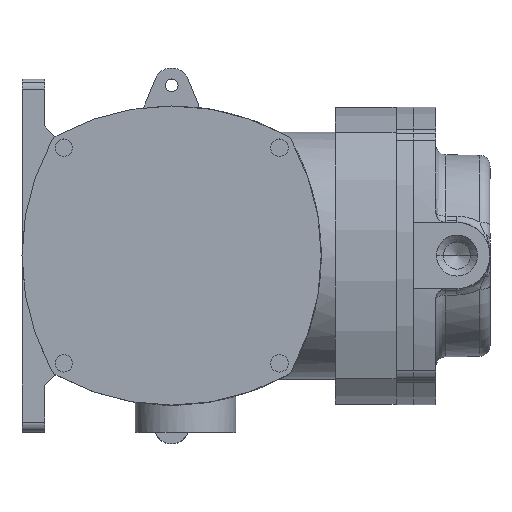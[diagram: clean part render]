
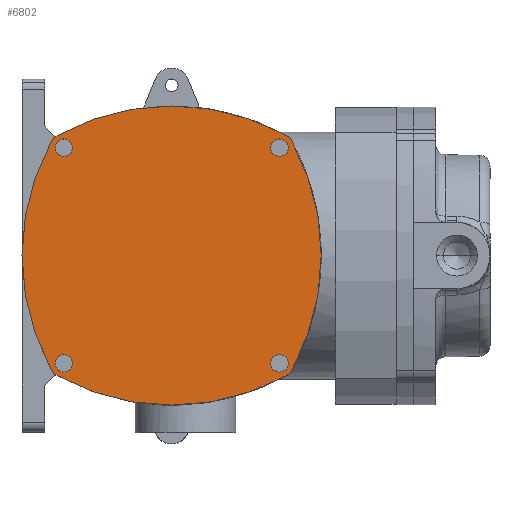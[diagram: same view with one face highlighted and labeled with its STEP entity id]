
A CAD part, top view. The second image highlights one B-rep face of the part: STEP entity #6802.
In plain terms, the highlighted planar face has unit normal (0, 0, 1).
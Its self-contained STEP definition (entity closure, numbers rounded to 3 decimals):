
#6245=CARTESIAN_POINT('',(-28.5,-31.0,0.0));
#6246=VERTEX_POINT('',#6245);
#6262=CARTESIAN_POINT('',(-33.5,-31.0,0.0));
#6263=VERTEX_POINT('',#6262);
#6270=CARTESIAN_POINT('',(-31.0,-31.0,0.0));
#6271=DIRECTION('',(0.0,0.0,-1.0));
#6272=DIRECTION('',(1.0,0.0,0.0));
#6273=AXIS2_PLACEMENT_3D('',#6270,#6271,#6272);
#6274=CIRCLE('',#6273,2.5);
#6275=EDGE_CURVE('',#6246,#6263,#6274,.T.);
#6308=CARTESIAN_POINT('',(33.5,31.0,0.0));
#6309=VERTEX_POINT('',#6308);
#6325=CARTESIAN_POINT('',(28.5,31.0,0.0));
#6326=VERTEX_POINT('',#6325);
#6333=CARTESIAN_POINT('',(31.0,31.0,0.0));
#6334=DIRECTION('',(0.0,0.0,-1.0));
#6335=DIRECTION('',(1.0,0.0,0.0));
#6336=AXIS2_PLACEMENT_3D('',#6333,#6334,#6335);
#6337=CIRCLE('',#6336,2.5);
#6338=EDGE_CURVE('',#6309,#6326,#6337,.T.);
#6371=CARTESIAN_POINT('',(-28.5,31.0,0.0));
#6372=VERTEX_POINT('',#6371);
#6388=CARTESIAN_POINT('',(-33.5,31.0,0.0));
#6389=VERTEX_POINT('',#6388);
#6396=CARTESIAN_POINT('',(-31.0,31.0,0.0));
#6397=DIRECTION('',(0.0,0.0,-1.0));
#6398=DIRECTION('',(1.0,0.0,0.0));
#6399=AXIS2_PLACEMENT_3D('',#6396,#6397,#6398);
#6400=CIRCLE('',#6399,2.5);
#6401=EDGE_CURVE('',#6372,#6389,#6400,.T.);
#6434=CARTESIAN_POINT('',(33.5,-31.0,0.0));
#6435=VERTEX_POINT('',#6434);
#6451=CARTESIAN_POINT('',(28.5,-31.0,0.0));
#6452=VERTEX_POINT('',#6451);
#6459=CARTESIAN_POINT('',(31.0,-31.0,0.0));
#6460=DIRECTION('',(0.0,0.0,-1.0));
#6461=DIRECTION('',(1.0,0.0,0.0));
#6462=AXIS2_PLACEMENT_3D('',#6459,#6460,#6461);
#6463=CIRCLE('',#6462,2.5);
#6464=EDGE_CURVE('',#6435,#6452,#6463,.T.);
#6474=CARTESIAN_POINT('',(33.833,33.833,0.0));
#6475=VERTEX_POINT('',#6474);
#6484=CARTESIAN_POINT('',(34.506,32.939,0.0));
#6485=VERTEX_POINT('',#6484);
#6486=CARTESIAN_POINT('',(31.005,31.005,0.0));
#6487=DIRECTION('',(0.0,0.0,-1.));
#6488=DIRECTION('',(0.707,0.707,0.0));
#6489=AXIS2_PLACEMENT_3D('',#6486,#6487,#6488);
#6490=CIRCLE('',#6489,4.0);
#6491=EDGE_CURVE('',#6475,#6485,#6490,.T.);
#6516=CARTESIAN_POINT('',(-33.833,-33.833,0.0));
#6517=VERTEX_POINT('',#6516);
#6526=CARTESIAN_POINT('',(-34.506,-32.939,0.0));
#6527=VERTEX_POINT('',#6526);
#6528=CARTESIAN_POINT('',(-31.005,-31.005,0.0));
#6529=DIRECTION('',(0.0,0.0,-1.0));
#6530=DIRECTION('',(-0.707,-0.707,0.0));
#6531=AXIS2_PLACEMENT_3D('',#6528,#6529,#6530);
#6532=CIRCLE('',#6531,4.0);
#6533=EDGE_CURVE('',#6517,#6527,#6532,.T.);
#6558=CARTESIAN_POINT('',(-33.833,33.833,0.0));
#6559=VERTEX_POINT('',#6558);
#6568=CARTESIAN_POINT('',(-32.939,34.506,0.0));
#6569=VERTEX_POINT('',#6568);
#6570=CARTESIAN_POINT('',(-31.005,31.005,0.0));
#6571=DIRECTION('',(0.0,0.0,-1.0));
#6572=DIRECTION('',(-0.707,0.707,0.0));
#6573=AXIS2_PLACEMENT_3D('',#6570,#6571,#6572);
#6574=CIRCLE('',#6573,4.0);
#6575=EDGE_CURVE('',#6559,#6569,#6574,.T.);
#6600=CARTESIAN_POINT('',(33.833,-33.833,0.0));
#6601=VERTEX_POINT('',#6600);
#6610=CARTESIAN_POINT('',(32.939,-34.506,0.0));
#6611=VERTEX_POINT('',#6610);
#6612=CARTESIAN_POINT('',(31.005,-31.005,0.0));
#6613=DIRECTION('',(0.0,0.0,-1.0));
#6614=DIRECTION('',(0.707,-0.707,0.0));
#6615=AXIS2_PLACEMENT_3D('',#6612,#6613,#6614);
#6616=CIRCLE('',#6615,4.0);
#6617=EDGE_CURVE('',#6601,#6611,#6616,.T.);
#6652=CARTESIAN_POINT('',(34.506,-32.939,0.0));
#6653=VERTEX_POINT('',#6652);
#6660=CARTESIAN_POINT('',(31.005,-31.005,0.0));
#6661=DIRECTION('',(0.0,0.0,-1.0));
#6662=DIRECTION('',(0.707,-0.707,0.0));
#6663=AXIS2_PLACEMENT_3D('',#6660,#6661,#6662);
#6664=CIRCLE('',#6663,4.0);
#6665=EDGE_CURVE('',#6653,#6601,#6664,.T.);
#6676=CARTESIAN_POINT('',(-32.939,-34.506,0.0));
#6677=VERTEX_POINT('',#6676);
#6678=CARTESIAN_POINT('',(0.,25.113,0.0));
#6679=DIRECTION('',(0.0,0.0,1.0));
#6680=DIRECTION('',(-0.498,-0.867,0.0));
#6681=AXIS2_PLACEMENT_3D('',#6678,#6679,#6680);
#6682=CIRCLE('',#6681,68.113);
#6683=EDGE_CURVE('',#6677,#6611,#6682,.T.);
#6703=CARTESIAN_POINT('',(0.,0.,0.0));
#6704=DIRECTION('',(0.0,0.0,1.0));
#6705=DIRECTION('',(1.0,0.0,0.0));
#6706=AXIS2_PLACEMENT_3D('',#6703,#6704,#6705);
#6707=PLANE('',#6706);
#6708=ORIENTED_EDGE('',*,*,#6665,.F.);
#6709=CARTESIAN_POINT('',(-25.113,0.,0.0));
#6710=DIRECTION('',(0.0,0.0,1.0));
#6711=DIRECTION('',(0.867,-0.498,0.0));
#6712=AXIS2_PLACEMENT_3D('',#6709,#6710,#6711);
#6713=CIRCLE('',#6712,68.113);
#6714=EDGE_CURVE('',#6653,#6485,#6713,.T.);
#6715=ORIENTED_EDGE('',*,*,#6714,.T.);
#6716=ORIENTED_EDGE('',*,*,#6491,.F.);
#6717=CARTESIAN_POINT('',(32.939,34.506,0.0));
#6718=VERTEX_POINT('',#6717);
#6719=CARTESIAN_POINT('',(31.005,31.005,0.0));
#6720=DIRECTION('',(0.0,0.0,-1.));
#6721=DIRECTION('',(0.707,0.707,0.0));
#6722=AXIS2_PLACEMENT_3D('',#6719,#6720,#6721);
#6723=CIRCLE('',#6722,4.0);
#6724=EDGE_CURVE('',#6718,#6475,#6723,.T.);
#6725=ORIENTED_EDGE('',*,*,#6724,.F.);
#6726=CARTESIAN_POINT('',(0.,-25.113,0.0));
#6727=DIRECTION('',(0.0,0.0,1.0));
#6728=DIRECTION('',(0.498,0.867,0.0));
#6729=AXIS2_PLACEMENT_3D('',#6726,#6727,#6728);
#6730=CIRCLE('',#6729,68.113);
#6731=EDGE_CURVE('',#6718,#6569,#6730,.T.);
#6732=ORIENTED_EDGE('',*,*,#6731,.T.);
#6733=ORIENTED_EDGE('',*,*,#6575,.F.);
#6734=CARTESIAN_POINT('',(-34.506,32.939,0.0));
#6735=VERTEX_POINT('',#6734);
#6736=CARTESIAN_POINT('',(-31.005,31.005,0.0));
#6737=DIRECTION('',(0.0,0.0,-1.0));
#6738=DIRECTION('',(-0.707,0.707,0.0));
#6739=AXIS2_PLACEMENT_3D('',#6736,#6737,#6738);
#6740=CIRCLE('',#6739,4.0);
#6741=EDGE_CURVE('',#6735,#6559,#6740,.T.);
#6742=ORIENTED_EDGE('',*,*,#6741,.F.);
#6743=CARTESIAN_POINT('',(25.113,0.0,0.0));
#6744=DIRECTION('',(0.0,0.0,1.0));
#6745=DIRECTION('',(-0.867,0.498,0.0));
#6746=AXIS2_PLACEMENT_3D('',#6743,#6744,#6745);
#6747=CIRCLE('',#6746,68.113);
#6748=EDGE_CURVE('',#6735,#6527,#6747,.T.);
#6749=ORIENTED_EDGE('',*,*,#6748,.T.);
#6750=ORIENTED_EDGE('',*,*,#6533,.F.);
#6751=CARTESIAN_POINT('',(-31.005,-31.005,0.0));
#6752=DIRECTION('',(0.0,0.0,-1.0));
#6753=DIRECTION('',(-0.707,-0.707,0.0));
#6754=AXIS2_PLACEMENT_3D('',#6751,#6752,#6753);
#6755=CIRCLE('',#6754,4.0);
#6756=EDGE_CURVE('',#6677,#6517,#6755,.T.);
#6757=ORIENTED_EDGE('',*,*,#6756,.F.);
#6758=ORIENTED_EDGE('',*,*,#6683,.T.);
#6759=ORIENTED_EDGE('',*,*,#6617,.F.);
#6760=EDGE_LOOP('',(#6708,#6715,#6716,#6725,#6732,#6733,#6742,#6749,#6750,#6757,#6758,#6759));
#6761=FACE_OUTER_BOUND('',#6760,.T.);
#6762=ORIENTED_EDGE('',*,*,#6464,.T.);
#6763=CARTESIAN_POINT('',(31.0,-31.0,0.0));
#6764=DIRECTION('',(0.0,0.0,-1.0));
#6765=DIRECTION('',(1.0,0.0,0.0));
#6766=AXIS2_PLACEMENT_3D('',#6763,#6764,#6765);
#6767=CIRCLE('',#6766,2.5);
#6768=EDGE_CURVE('',#6452,#6435,#6767,.T.);
#6769=ORIENTED_EDGE('',*,*,#6768,.T.);
#6770=EDGE_LOOP('',(#6762,#6769));
#6771=FACE_BOUND('',#6770,.T.);
#6772=ORIENTED_EDGE('',*,*,#6401,.T.);
#6773=CARTESIAN_POINT('',(-31.0,31.0,0.0));
#6774=DIRECTION('',(0.0,0.0,-1.0));
#6775=DIRECTION('',(1.0,0.0,0.0));
#6776=AXIS2_PLACEMENT_3D('',#6773,#6774,#6775);
#6777=CIRCLE('',#6776,2.5);
#6778=EDGE_CURVE('',#6389,#6372,#6777,.T.);
#6779=ORIENTED_EDGE('',*,*,#6778,.T.);
#6780=EDGE_LOOP('',(#6772,#6779));
#6781=FACE_BOUND('',#6780,.T.);
#6782=ORIENTED_EDGE('',*,*,#6338,.T.);
#6783=CARTESIAN_POINT('',(31.0,31.0,0.0));
#6784=DIRECTION('',(0.0,0.0,-1.0));
#6785=DIRECTION('',(1.0,0.0,0.0));
#6786=AXIS2_PLACEMENT_3D('',#6783,#6784,#6785);
#6787=CIRCLE('',#6786,2.5);
#6788=EDGE_CURVE('',#6326,#6309,#6787,.T.);
#6789=ORIENTED_EDGE('',*,*,#6788,.T.);
#6790=EDGE_LOOP('',(#6782,#6789));
#6791=FACE_BOUND('',#6790,.T.);
#6792=ORIENTED_EDGE('',*,*,#6275,.T.);
#6793=CARTESIAN_POINT('',(-31.0,-31.0,0.0));
#6794=DIRECTION('',(0.0,0.0,-1.0));
#6795=DIRECTION('',(1.0,0.0,0.0));
#6796=AXIS2_PLACEMENT_3D('',#6793,#6794,#6795);
#6797=CIRCLE('',#6796,2.5);
#6798=EDGE_CURVE('',#6263,#6246,#6797,.T.);
#6799=ORIENTED_EDGE('',*,*,#6798,.T.);
#6800=EDGE_LOOP('',(#6792,#6799));
#6801=FACE_BOUND('',#6800,.T.);
#6802=ADVANCED_FACE('',(#6761,#6771,#6781,#6791,#6801),#6707,.T.);
